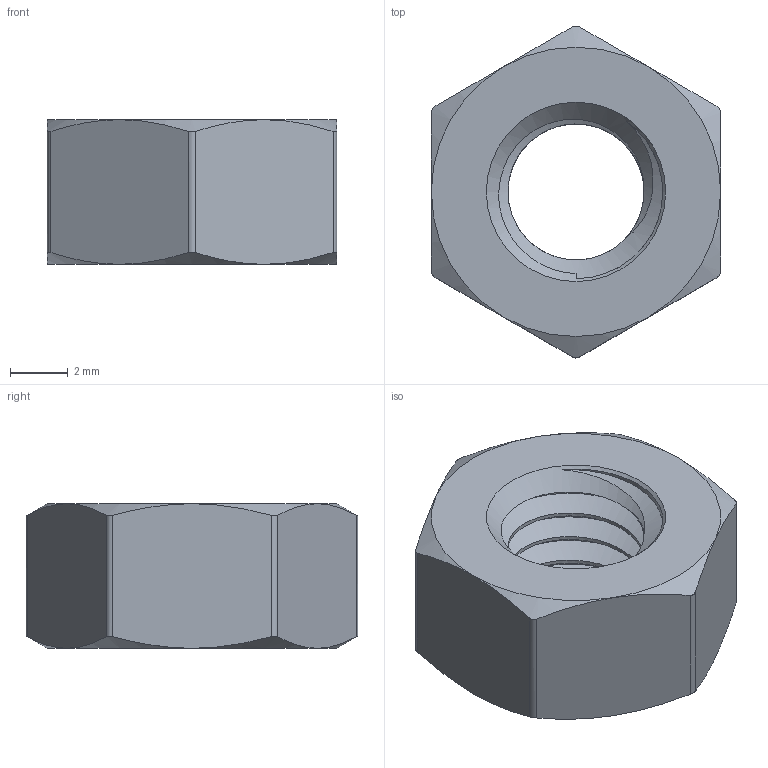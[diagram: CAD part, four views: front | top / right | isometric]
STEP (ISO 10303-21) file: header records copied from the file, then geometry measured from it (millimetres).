
FILE_DESCRIPTION(/* description */ ('','CAx-IF Rec.Pracs.---Representation and Presentation of Product Manufacturing Information (PMI)---4.0---2014-10-13'),/* implementation_level */ '2;1');
FILE_NAME(/* name */ 'OSSM - Base - PitClamp Mini_Hardware - OSSM - Base - PitClamp Mini_M6 Nut_step.stp',/* time_stamp */ '2025-02-03T22:38:32-05:00',/* author */ (''),/* organization */ (''),/* preprocessor_version */ 'ST-DEVELOPER v20',/* originating_system */ 'Autodesk Translation Framework v13.20.0.188',/* authorisation */ '');
FILE_SCHEMA (('AP242_MANAGED_MODEL_BASED_3D_ENGINEERING_MIM_LF { 1 0 10303 442 1 1 4 }'));
Length unit declared in the file: millimetre
Products named in the file (1): 91828A251_18-8 Stainless Steel Hex Nut
Bounding box: 10 x 11.47 x 5 mm (x, y, z)
Volume: 313.5 mm3; surface area: 421.4 mm2
Topology: 1 solids, 1 shells, 42 faces, 108 edges, 68 vertices
Faces by surface type: cylinder 17, cone 14, plane 9, bspline 2
Full cylindrical faces by diameter (mm): 4.701 x3, 6 x4
Entity records: 2435 total; most frequent: CARTESIAN_POINT 1520, ORIENTED_EDGE 216, DIRECTION 146, EDGE_CURVE 108, VERTEX_POINT 68, AXIS2_PLACEMENT_3D 60, EDGE_LOOP 44, FACE_OUTER_BOUND 42
